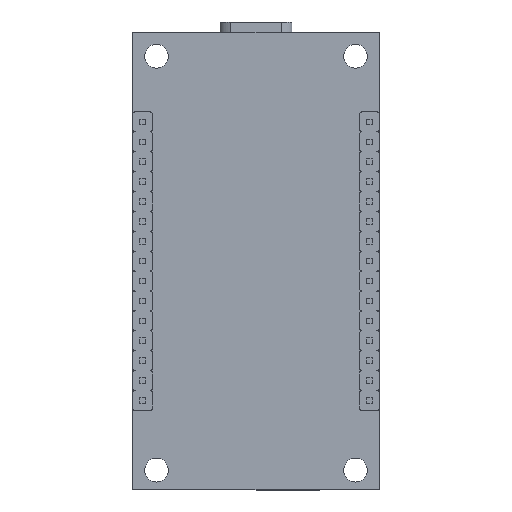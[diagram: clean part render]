
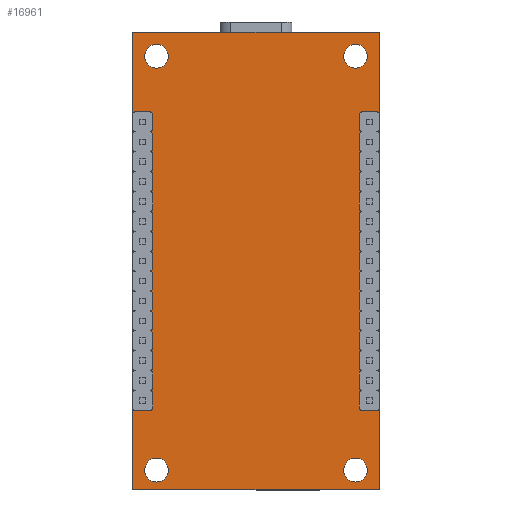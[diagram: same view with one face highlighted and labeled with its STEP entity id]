
A CAD part, front view. The second image highlights one B-rep face of the part: STEP entity #16961.
In plain terms, the highlighted planar face has unit normal (0, -1, 0).
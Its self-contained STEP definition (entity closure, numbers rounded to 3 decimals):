
#40 = EDGE_LOOP ( 'NONE', ( #3818, #9940 ) ) ;
#75 = DIRECTION ( 'NONE',  ( 0., -1., 0. ) ) ;
#95 = CARTESIAN_POINT ( 'NONE',  ( 12.5, -0.8, -26.25 ) ) ;
#591 = EDGE_CURVE ( 'NONE', #17854, #17547, #14807, .T. ) ;
#689 = CARTESIAN_POINT ( 'NONE',  ( 15.5, -0.8, 28.75 ) ) ;
#720 = VERTEX_POINT ( 'NONE', #17769 ) ;
#884 = CARTESIAN_POINT ( 'NONE',  ( -12.5, -0.8, 24.25 ) ) ;
#997 = VERTEX_POINT ( 'NONE', #10804 ) ;
#1246 = CARTESIAN_POINT ( 'NONE',  ( -15.5, -0.8, 28.75 ) ) ;
#1697 = CARTESIAN_POINT ( 'NONE',  ( -12.5, -0.8, -26.25 ) ) ;
#1780 = FACE_BOUND ( 'NONE', #2088, .T. ) ;
#2007 = CARTESIAN_POINT ( 'NONE',  ( 15.5, -0.8, -28.75 ) ) ;
#2029 = CARTESIAN_POINT ( 'NONE',  ( -12.5, -0.8, 25.75 ) ) ;
#2036 = ORIENTED_EDGE ( 'NONE', *, *, #5097, .F. ) ;
#2088 = EDGE_LOOP ( 'NONE', ( #7990, #18552 ) ) ;
#2352 = EDGE_CURVE ( 'NONE', #16460, #3170, #12795, .T. ) ;
#2478 = EDGE_CURVE ( 'NONE', #720, #997, #11144, .T. ) ;
#2483 = ORIENTED_EDGE ( 'NONE', *, *, #3146, .T. ) ;
#2503 = CARTESIAN_POINT ( 'NONE',  ( -12.5, -0.8, 25.75 ) ) ;
#2560 = VERTEX_POINT ( 'NONE', #1246 ) ;
#3146 = EDGE_CURVE ( 'NONE', #3170, #16460, #7549, .T. ) ;
#3170 = VERTEX_POINT ( 'NONE', #13311 ) ;
#3233 = DIRECTION ( 'NONE',  ( 0., 1., 0. ) ) ;
#3332 = DIRECTION ( 'NONE',  ( 0., 1., 0. ) ) ;
#3383 = AXIS2_PLACEMENT_3D ( 'NONE', #95, #17783, #17847 ) ;
#3618 = DIRECTION ( 'NONE',  ( -1., 0., 0. ) ) ;
#3723 = DIRECTION ( 'NONE',  ( 0., 0., -1. ) ) ;
#3751 = EDGE_CURVE ( 'NONE', #15761, #11557, #13973, .T. ) ;
#3785 = CARTESIAN_POINT ( 'NONE',  ( -12.5, -0.8, -26.25 ) ) ;
#3818 = ORIENTED_EDGE ( 'NONE', *, *, #10346, .T. ) ;
#3886 = EDGE_CURVE ( 'NONE', #997, #720, #17435, .T. ) ;
#3975 = VERTEX_POINT ( 'NONE', #689 ) ;
#4130 = EDGE_LOOP ( 'NONE', ( #13599, #2483 ) ) ;
#4251 = DIRECTION ( 'NONE',  ( 0., 0., 1. ) ) ;
#4310 = AXIS2_PLACEMENT_3D ( 'NONE', #11725, #75, #5872 ) ;
#4440 = EDGE_CURVE ( 'NONE', #2560, #3975, #14851, .T. ) ;
#4600 = CARTESIAN_POINT ( 'NONE',  ( -15.5, -0.8, 28.75 ) ) ;
#4873 = ORIENTED_EDGE ( 'NONE', *, *, #7176, .F. ) ;
#5023 = FACE_BOUND ( 'NONE', #40, .T. ) ;
#5097 = EDGE_CURVE ( 'NONE', #3975, #19219, #18485, .T. ) ;
#5179 = DIRECTION ( 'NONE',  ( 0., 1., 0. ) ) ;
#5330 = CARTESIAN_POINT ( 'NONE',  ( 12.5, -0.8, -26.25 ) ) ;
#5361 = VECTOR ( 'NONE', #7685, 1000. ) ;
#5406 = CARTESIAN_POINT ( 'NONE',  ( -12.5, -0.8, -27.75 ) ) ;
#5453 = DIRECTION ( 'NONE',  ( 0., 1., 0. ) ) ;
#5683 = DIRECTION ( 'NONE',  ( 0., 1., 0. ) ) ;
#5872 = DIRECTION ( 'NONE',  ( 0., 0., -1. ) ) ;
#6533 = EDGE_LOOP ( 'NONE', ( #13667, #18567 ) ) ;
#6652 = FACE_OUTER_BOUND ( 'NONE', #12300, .T. ) ;
#6792 = CARTESIAN_POINT ( 'NONE',  ( -12.5, -0.8, -24.75 ) ) ;
#6844 = VERTEX_POINT ( 'NONE', #8246 ) ;
#7176 = EDGE_CURVE ( 'NONE', #6844, #2560, #14686, .T. ) ;
#7245 = AXIS2_PLACEMENT_3D ( 'NONE', #1697, #3233, #9166 ) ;
#7320 = AXIS2_PLACEMENT_3D ( 'NONE', #2029, #3332, #16925 ) ;
#7549 = CIRCLE ( 'NONE', #3383, 1.5 ) ;
#7685 = DIRECTION ( 'NONE',  ( 1., 0., 0. ) ) ;
#7829 = AXIS2_PLACEMENT_3D ( 'NONE', #17057, #8174, #15682 ) ;
#7990 = ORIENTED_EDGE ( 'NONE', *, *, #3886, .T. ) ;
#8174 = DIRECTION ( 'NONE',  ( 0., 1., 0. ) ) ;
#8246 = CARTESIAN_POINT ( 'NONE',  ( -15.5, -0.8, -28.75 ) ) ;
#8650 = CARTESIAN_POINT ( 'NONE',  ( 12.5, -0.8, -24.75 ) ) ;
#8663 = EDGE_CURVE ( 'NONE', #19219, #6844, #14183, .T. ) ;
#8935 = DIRECTION ( 'NONE',  ( 0., 0., 1. ) ) ;
#8976 = AXIS2_PLACEMENT_3D ( 'NONE', #18194, #5179, #18252 ) ;
#9166 = DIRECTION ( 'NONE',  ( 0., 0., 1. ) ) ;
#9287 = AXIS2_PLACEMENT_3D ( 'NONE', #3785, #18541, #12693 ) ;
#9398 = CARTESIAN_POINT ( 'NONE',  ( 15.5, -0.8, 28.75 ) ) ;
#9407 = FACE_BOUND ( 'NONE', #6533, .T. ) ;
#9489 = CARTESIAN_POINT ( 'NONE',  ( -15.5, -0.8, -28.75 ) ) ;
#9940 = ORIENTED_EDGE ( 'NONE', *, *, #3751, .T. ) ;
#10346 = EDGE_CURVE ( 'NONE', #11557, #15761, #18215, .T. ) ;
#10804 = CARTESIAN_POINT ( 'NONE',  ( 12.5, -0.8, 27.25 ) ) ;
#11144 = CIRCLE ( 'NONE', #7829, 1.5 ) ;
#11243 = DIRECTION ( 'NONE',  ( 0., 0., 1. ) ) ;
#11557 = VERTEX_POINT ( 'NONE', #6792 ) ;
#11599 = PLANE ( 'NONE',  #4310 ) ;
#11725 = CARTESIAN_POINT ( 'NONE',  ( 0., -0.8, 0. ) ) ;
#12011 = CIRCLE ( 'NONE', #7320, 1.5 ) ;
#12300 = EDGE_LOOP ( 'NONE', ( #2036, #15228, #4873, #15270 ) ) ;
#12693 = DIRECTION ( 'NONE',  ( 0., 0., 1. ) ) ;
#12795 = CIRCLE ( 'NONE', #14909, 1.5 ) ;
#13311 = CARTESIAN_POINT ( 'NONE',  ( 12.5, -0.8, -27.75 ) ) ;
#13334 = CARTESIAN_POINT ( 'NONE',  ( -12.5, -0.8, 27.25 ) ) ;
#13599 = ORIENTED_EDGE ( 'NONE', *, *, #2352, .T. ) ;
#13667 = ORIENTED_EDGE ( 'NONE', *, *, #15034, .T. ) ;
#13973 = CIRCLE ( 'NONE', #7245, 1.5 ) ;
#14183 = LINE ( 'NONE', #9489, #17868 ) ;
#14294 = FACE_BOUND ( 'NONE', #4130, .T. ) ;
#14686 = LINE ( 'NONE', #4600, #17917 ) ;
#14807 = CIRCLE ( 'NONE', #15770, 1.5 ) ;
#14851 = LINE ( 'NONE', #18034, #5361 ) ;
#14909 = AXIS2_PLACEMENT_3D ( 'NONE', #5330, #5453, #11243 ) ;
#15034 = EDGE_CURVE ( 'NONE', #17547, #17854, #12011, .T. ) ;
#15228 = ORIENTED_EDGE ( 'NONE', *, *, #4440, .F. ) ;
#15270 = ORIENTED_EDGE ( 'NONE', *, *, #8663, .F. ) ;
#15682 = DIRECTION ( 'NONE',  ( 0., 0., 1. ) ) ;
#15761 = VERTEX_POINT ( 'NONE', #5406 ) ;
#15770 = AXIS2_PLACEMENT_3D ( 'NONE', #2503, #5683, #4251 ) ;
#16460 = VERTEX_POINT ( 'NONE', #8650 ) ;
#16925 = DIRECTION ( 'NONE',  ( 0., 0., 1. ) ) ;
#16961 = ADVANCED_FACE ( 'NONE', ( #14294, #9407, #1780, #5023, #6652 ), #11599, .T. ) ;
#17057 = CARTESIAN_POINT ( 'NONE',  ( 12.5, -0.8, 25.75 ) ) ;
#17435 = CIRCLE ( 'NONE', #8976, 1.5 ) ;
#17547 = VERTEX_POINT ( 'NONE', #13334 ) ;
#17555 = VECTOR ( 'NONE', #3723, 1000. ) ;
#17769 = CARTESIAN_POINT ( 'NONE',  ( 12.5, -0.8, 24.25 ) ) ;
#17783 = DIRECTION ( 'NONE',  ( 0., 1., 0. ) ) ;
#17847 = DIRECTION ( 'NONE',  ( 0., 0., 1. ) ) ;
#17854 = VERTEX_POINT ( 'NONE', #884 ) ;
#17868 = VECTOR ( 'NONE', #3618, 1000. ) ;
#17917 = VECTOR ( 'NONE', #8935, 1000. ) ;
#18034 = CARTESIAN_POINT ( 'NONE',  ( -15.5, -0.8, 28.75 ) ) ;
#18194 = CARTESIAN_POINT ( 'NONE',  ( 12.5, -0.8, 25.75 ) ) ;
#18215 = CIRCLE ( 'NONE', #9287, 1.5 ) ;
#18252 = DIRECTION ( 'NONE',  ( 0., 0., 1. ) ) ;
#18485 = LINE ( 'NONE', #9398, #17555 ) ;
#18541 = DIRECTION ( 'NONE',  ( 0., 1., 0. ) ) ;
#18552 = ORIENTED_EDGE ( 'NONE', *, *, #2478, .T. ) ;
#18567 = ORIENTED_EDGE ( 'NONE', *, *, #591, .T. ) ;
#19219 = VERTEX_POINT ( 'NONE', #2007 ) ;
